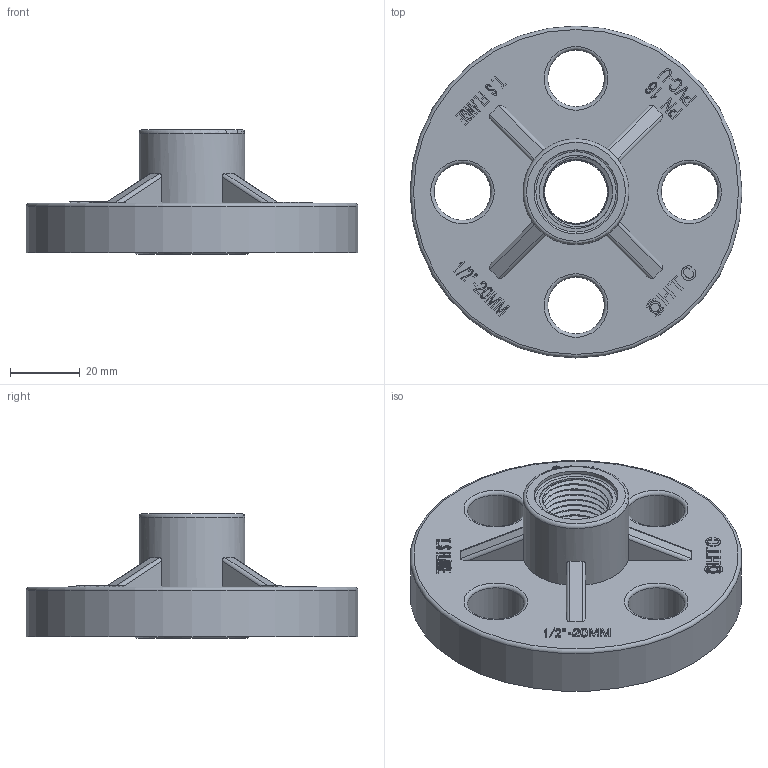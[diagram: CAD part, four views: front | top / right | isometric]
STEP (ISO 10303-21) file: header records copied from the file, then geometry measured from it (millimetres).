
FILE_DESCRIPTION(/* description */ (''),/* implementation_level */ '2;1');
FILE_NAME(/* name */ '20固定法兰新.stp',/* time_stamp */ '2025-03-13T08:14:31+08:00',/* author */ (''),/* organization */ (''),/* preprocessor_version */ 'ST-DEVELOPER v16',/* originating_system */ 'SIEMENS PLM Software NX 10.0',/* authorisation */ '');
FILE_SCHEMA (('AUTOMOTIVE_DESIGN { 1 0 10303 214 3 1 1 1 }'));
Length unit declared in the file: millimetre
Products named in the file (1): gelv1160A6EC1cd5
Bounding box: 95 x 95 x 35.7 mm (x, y, z)
Volume: 77049.1 mm3; surface area: 28938.3 mm2
Topology: 1 solids, 1 shells, 520 faces, 1371 edges, 899 vertices
Faces by surface type: plane 284, extrusion 125, cylinder 74, torus 31, cone 4, bspline 2
Full cylindrical faces by diameter (mm): 2.486 x1, 3.315 x1, 16.2 x4, 18 x1, 20.955 x9, 24 x1, 30.3 x1, 95 x1
Entity records: 19063 total; most frequent: CARTESIAN_POINT 7297, ORIENTED_EDGE 2624, DIRECTION 1923, EDGE_CURVE 1312, VERTEX_POINT 871, VECTOR 803, LINE 678, EDGE_LOOP 589
